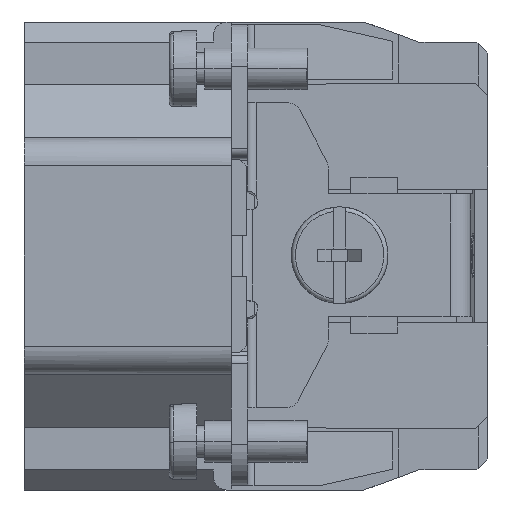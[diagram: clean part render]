
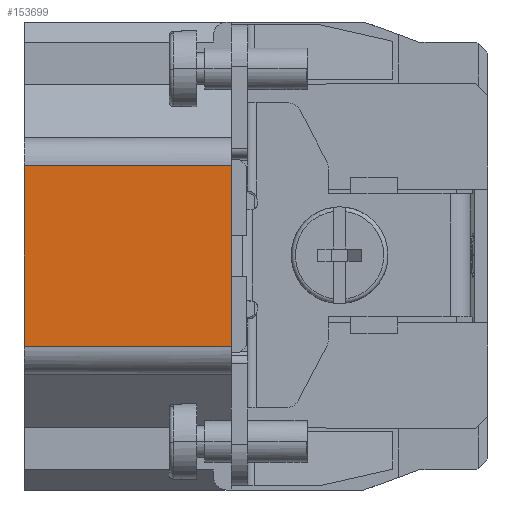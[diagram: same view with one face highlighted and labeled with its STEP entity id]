
A CAD part, left-side view. The second image highlights one B-rep face of the part: STEP entity #153699.
In plain terms, the highlighted planar face has unit normal (-1, 0, 0).
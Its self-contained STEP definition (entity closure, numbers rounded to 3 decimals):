
#44160=DIRECTION('',(0.,1.,0.));
#44161=VECTOR('',#44160,15.);
#44162=CARTESIAN_POINT('',(-25.2,-15.,-6.55));
#44163=LINE('',#44162,#44161);
#44510=DIRECTION('',(0.,0.,-1.));
#44511=VECTOR('',#44510,13.1);
#44512=CARTESIAN_POINT('',(-25.2,0.,6.55));
#44513=LINE('',#44512,#44511);
#44514=DIRECTION('',(0.,0.,1.));
#44515=VECTOR('',#44514,13.1);
#44516=CARTESIAN_POINT('',(-25.2,-15.,-6.55));
#44517=LINE('',#44516,#44515);
#44523=DIRECTION('',(0.,-1.,0.));
#44524=VECTOR('',#44523,15.);
#44525=CARTESIAN_POINT('',(-25.2,0.,6.55));
#44526=LINE('',#44525,#44524);
#76216=CARTESIAN_POINT('',(-25.2,0.,6.55));
#76217=VERTEX_POINT('',#76216);
#76218=CARTESIAN_POINT('',(-25.2,-15.,6.55));
#76219=VERTEX_POINT('',#76218);
#76220=CARTESIAN_POINT('',(-25.2,0.,-6.55));
#76221=VERTEX_POINT('',#76220);
#76222=CARTESIAN_POINT('',(-25.2,-15.,-6.55));
#76223=VERTEX_POINT('',#76222);
#153687=CARTESIAN_POINT('',(-25.2,-15.,6.55));
#153688=DIRECTION('',(-1.,0.,0.));
#153689=DIRECTION('',(0.,0.,-1.));
#153690=AXIS2_PLACEMENT_3D('',#153687,#153688,#153689);
#153691=PLANE('',#153690);
#153692=ORIENTED_EDGE('',*,*,#150919,.F.);
#153694=ORIENTED_EDGE('',*,*,#153693,.T.);
#153695=ORIENTED_EDGE('',*,*,#153044,.F.);
#153696=ORIENTED_EDGE('',*,*,#153187,.T.);
#153697=EDGE_LOOP('',(#153692,#153694,#153695,#153696));
#153698=FACE_OUTER_BOUND('',#153697,.F.);
#153699=ADVANCED_FACE('',(#153698),#153691,.T.);
#150919=EDGE_CURVE('',#76217,#76221,#44513,.T.);
#153044=EDGE_CURVE('',#76223,#76219,#44517,.T.);
#153187=EDGE_CURVE('',#76223,#76221,#44163,.T.);
#153693=EDGE_CURVE('',#76217,#76219,#44526,.T.);
